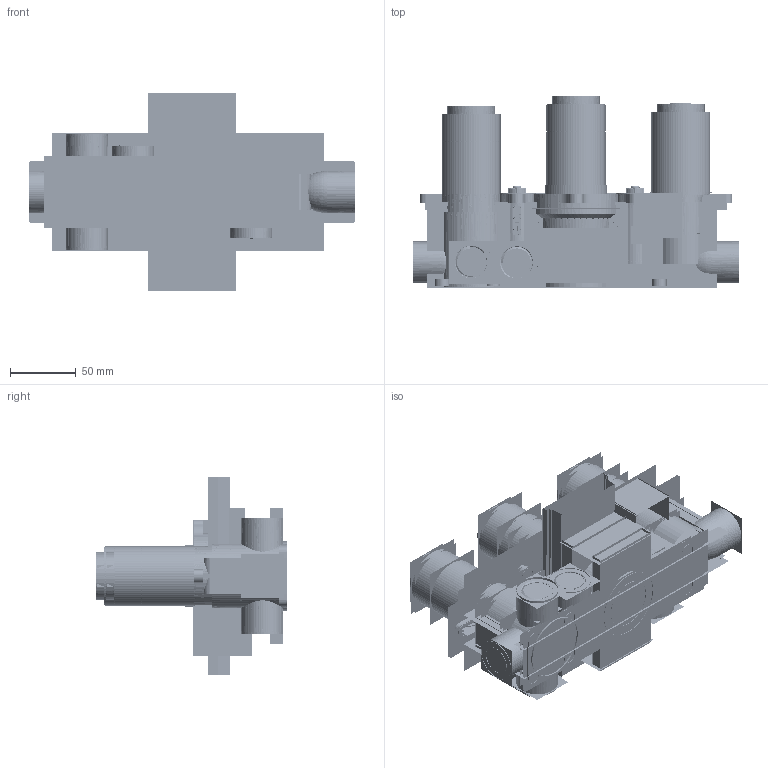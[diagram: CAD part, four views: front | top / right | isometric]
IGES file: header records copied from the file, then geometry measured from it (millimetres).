
Start section:  PTC IGES file: WLBP3000RC+.igs
Global section: file name: WLBP3000RC+.igs; native system: Pro/ENGINEER by Parametric Technology Corporation; preprocessor: 2009360; author: user152; organization: Unknown; date: 20200321.092349; units: millimetre
Bounding box: 248.84 x 145.89 x 151.07 mm (x, y, z)
Volume: 295414.8 mm3; surface area: 8582243.3 mm2
Topology: 29 solids, 59 shells, 6718 faces, 39557 edges, 53606 vertices
Faces by surface type: bspline 4212, revolution 2506
